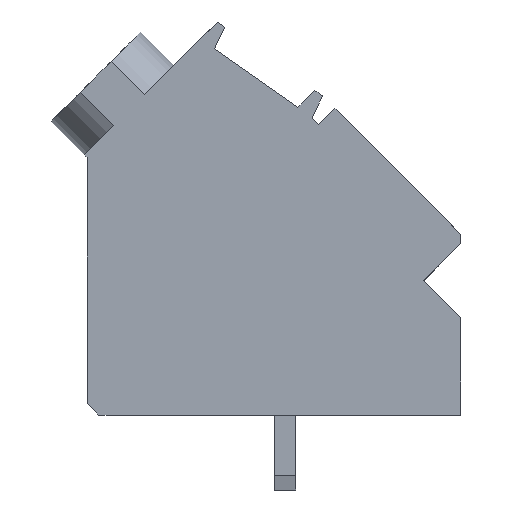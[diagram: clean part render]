
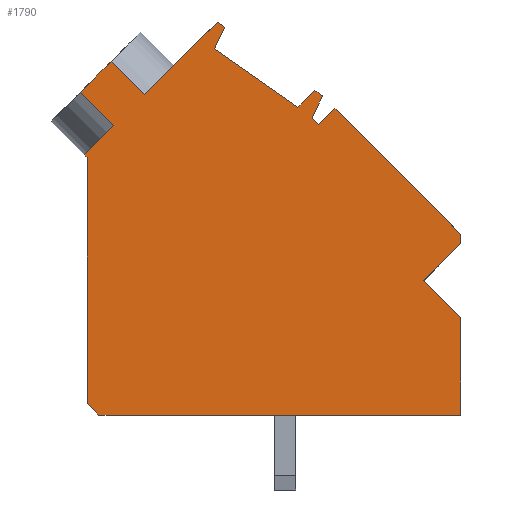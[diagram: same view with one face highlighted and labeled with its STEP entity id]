
A CAD part, left-side view. The second image highlights one B-rep face of the part: STEP entity #1790.
In plain terms, the highlighted planar face has unit normal (-1, 0, 0).
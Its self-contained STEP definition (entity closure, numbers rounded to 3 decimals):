
#1750=AXIS2_PLACEMENT_3D('Plane Axis2P3D',#1747,#1748,#1749) ;
#108=CARTESIAN_POINT('Line Origine',(0.,16.023,14.263)) ;
#112=CARTESIAN_POINT('Vertex',(0.,16.086,14.326)) ;
#114=CARTESIAN_POINT('Vertex',(0.,15.96,14.2)) ;
#199=CARTESIAN_POINT('Vertex',(0.,16.238,17.002)) ;
#202=CARTESIAN_POINT('Line Origine',(0.,15.591,17.649)) ;
#206=CARTESIAN_POINT('Vertex',(0.,14.943,18.297)) ;
#385=CARTESIAN_POINT('Vertex',(0.,15.96,3.7)) ;
#390=CARTESIAN_POINT('Line Origine',(0.,15.96,8.95)) ;
#663=CARTESIAN_POINT('Line Origine',(0.,15.71,3.45)) ;
#667=CARTESIAN_POINT('Vertex',(0.,15.46,3.2)) ;
#762=CARTESIAN_POINT('Vertex',(0.,13.529,16.882)) ;
#765=CARTESIAN_POINT('Line Origine',(0.,11.97,18.441)) ;
#769=CARTESIAN_POINT('Vertex',(0.,10.412,20.)) ;
#811=CARTESIAN_POINT('Line Origine',(0.,7.73,3.2)) ;
#815=CARTESIAN_POINT('Vertex',(0.,0.,3.2)) ;
#861=CARTESIAN_POINT('Line Origine',(0.,10.252,19.888)) ;
#865=CARTESIAN_POINT('Vertex',(0.,10.093,19.777)) ;
#886=CARTESIAN_POINT('Line Origine',(0.,0.,5.28)) ;
#890=CARTESIAN_POINT('Vertex',(0.,0.,7.36)) ;
#925=CARTESIAN_POINT('Line Origine',(0.,10.307,19.317)) ;
#929=CARTESIAN_POINT('Vertex',(0.,10.522,18.857)) ;
#950=CARTESIAN_POINT('Line Origine',(0.,0.792,8.152)) ;
#954=CARTESIAN_POINT('Vertex',(0.,1.584,8.944)) ;
#989=CARTESIAN_POINT('Line Origine',(0.,8.741,17.609)) ;
#993=CARTESIAN_POINT('Vertex',(0.,6.96,16.362)) ;
#1014=CARTESIAN_POINT('Line Origine',(0.,0.792,9.736)) ;
#1018=CARTESIAN_POINT('Vertex',(0.,0.,10.528)) ;
#1053=CARTESIAN_POINT('Line Origine',(0.,6.601,16.721)) ;
#1057=CARTESIAN_POINT('Vertex',(0.,6.242,17.08)) ;
#1078=CARTESIAN_POINT('Line Origine',(0.,0.,10.733)) ;
#1082=CARTESIAN_POINT('Vertex',(0.,0.,10.938)) ;
#1117=CARTESIAN_POINT('Line Origine',(0.,6.074,16.963)) ;
#1121=CARTESIAN_POINT('Vertex',(0.,5.906,16.845)) ;
#1146=CARTESIAN_POINT('Vertex',(0.,5.374,16.312)) ;
#1151=CARTESIAN_POINT('Line Origine',(0.,2.687,13.625)) ;
#1249=CARTESIAN_POINT('Line Origine',(0.,6.131,16.363)) ;
#1253=CARTESIAN_POINT('Vertex',(0.,6.356,15.88)) ;
#1274=CARTESIAN_POINT('Line Origine',(0.,5.728,15.958)) ;
#1278=CARTESIAN_POINT('Vertex',(0.,6.081,15.605)) ;
#1406=CARTESIAN_POINT('Line Origine',(0.,6.219,15.742)) ;
#1747=CARTESIAN_POINT('Axis2P3D Location',(0.,15.96,3.2)) ;
#1753=CARTESIAN_POINT('Control Point',(0.,16.238,17.002)) ;
#1754=CARTESIAN_POINT('Control Point',(0.,14.824,15.588)) ;
#1755=CARTESIAN_POINT('Vertex',(0.,14.824,15.588)) ;
#1759=CARTESIAN_POINT('Control Point',(0.,16.086,14.326)) ;
#1760=CARTESIAN_POINT('Control Point',(0.,14.824,15.588)) ;
#1763=CARTESIAN_POINT('Control Point',(0.,14.943,18.297)) ;
#1764=CARTESIAN_POINT('Control Point',(0.,13.529,16.882)) ;
#109=DIRECTION('Vector Direction',(0.,-0.707,-0.707)) ;
#203=DIRECTION('Vector Direction',(0.,0.707,-0.707)) ;
#391=DIRECTION('Vector Direction',(0.,0.,1.)) ;
#664=DIRECTION('Vector Direction',(0.,-0.707,-0.707)) ;
#766=DIRECTION('Vector Direction',(0.,0.707,-0.707)) ;
#812=DIRECTION('Vector Direction',(0.,-1.,0.)) ;
#862=DIRECTION('Vector Direction',(0.,0.819,0.574)) ;
#887=DIRECTION('Vector Direction',(0.,0.,1.)) ;
#926=DIRECTION('Vector Direction',(0.,-0.423,0.906)) ;
#951=DIRECTION('Vector Direction',(0.,0.707,0.707)) ;
#990=DIRECTION('Vector Direction',(0.,0.819,0.574)) ;
#1015=DIRECTION('Vector Direction',(0.,-0.707,0.707)) ;
#1054=DIRECTION('Vector Direction',(0.,0.707,-0.707)) ;
#1079=DIRECTION('Vector Direction',(0.,0.,1.)) ;
#1118=DIRECTION('Vector Direction',(0.,0.819,0.574)) ;
#1152=DIRECTION('Vector Direction',(0.,0.707,0.707)) ;
#1250=DIRECTION('Vector Direction',(0.,-0.423,0.906)) ;
#1275=DIRECTION('Vector Direction',(0.,0.707,-0.707)) ;
#1407=DIRECTION('Vector Direction',(0.,0.707,0.707)) ;
#1748=DIRECTION('Axis2P3D Direction',(1.,-0.,0.)) ;
#1749=DIRECTION('Axis2P3D XDirection',(0.,1.,0.)) ;
#110=VECTOR('Line Direction',#109,1.) ;
#204=VECTOR('Line Direction',#203,1.) ;
#392=VECTOR('Line Direction',#391,1.) ;
#665=VECTOR('Line Direction',#664,1.) ;
#767=VECTOR('Line Direction',#766,1.) ;
#813=VECTOR('Line Direction',#812,1.) ;
#863=VECTOR('Line Direction',#862,1.) ;
#888=VECTOR('Line Direction',#887,1.) ;
#927=VECTOR('Line Direction',#926,1.) ;
#952=VECTOR('Line Direction',#951,1.) ;
#991=VECTOR('Line Direction',#990,1.) ;
#1016=VECTOR('Line Direction',#1015,1.) ;
#1055=VECTOR('Line Direction',#1054,1.) ;
#1080=VECTOR('Line Direction',#1079,1.) ;
#1119=VECTOR('Line Direction',#1118,1.) ;
#1153=VECTOR('Line Direction',#1152,1.) ;
#1251=VECTOR('Line Direction',#1250,1.) ;
#1276=VECTOR('Line Direction',#1275,1.) ;
#1408=VECTOR('Line Direction',#1407,1.) ;
#1767=ORIENTED_EDGE('',*,*,#1757,.T.) ;
#1768=ORIENTED_EDGE('',*,*,#1761,.F.) ;
#1769=ORIENTED_EDGE('',*,*,#116,.T.) ;
#1770=ORIENTED_EDGE('',*,*,#394,.F.) ;
#1771=ORIENTED_EDGE('',*,*,#669,.T.) ;
#1772=ORIENTED_EDGE('',*,*,#817,.T.) ;
#1773=ORIENTED_EDGE('',*,*,#892,.T.) ;
#1774=ORIENTED_EDGE('',*,*,#956,.T.) ;
#1775=ORIENTED_EDGE('',*,*,#1020,.T.) ;
#1776=ORIENTED_EDGE('',*,*,#1084,.T.) ;
#1777=ORIENTED_EDGE('',*,*,#1155,.T.) ;
#1778=ORIENTED_EDGE('',*,*,#1280,.T.) ;
#1779=ORIENTED_EDGE('',*,*,#1410,.T.) ;
#1780=ORIENTED_EDGE('',*,*,#1255,.T.) ;
#1781=ORIENTED_EDGE('',*,*,#1123,.T.) ;
#1782=ORIENTED_EDGE('',*,*,#1059,.T.) ;
#1783=ORIENTED_EDGE('',*,*,#995,.T.) ;
#1784=ORIENTED_EDGE('',*,*,#931,.T.) ;
#1785=ORIENTED_EDGE('',*,*,#867,.T.) ;
#1786=ORIENTED_EDGE('',*,*,#771,.T.) ;
#1787=ORIENTED_EDGE('',*,*,#1765,.F.) ;
#1788=ORIENTED_EDGE('',*,*,#208,.T.) ;
#1790=ADVANCED_FACE('Housing',(#1789),#1751,.F.) ;
#1752=B_SPLINE_CURVE_WITH_KNOTS('',1,(#1753,#1754),.UNSPECIFIED.,.F.,.U.,(2,2),(-1.,1.),.UNSPECIFIED.) ;
#1758=B_SPLINE_CURVE_WITH_KNOTS('',1,(#1759,#1760),.UNSPECIFIED.,.F.,.U.,(2,2),(-0.892,0.892),.UNSPECIFIED.) ;
#1762=B_SPLINE_CURVE_WITH_KNOTS('',1,(#1763,#1764),.UNSPECIFIED.,.F.,.U.,(2,2),(-1.,1.),.UNSPECIFIED.) ;
#116=EDGE_CURVE('',#113,#115,#111,.T.) ;
#208=EDGE_CURVE('',#207,#200,#205,.T.) ;
#394=EDGE_CURVE('',#386,#115,#393,.T.) ;
#669=EDGE_CURVE('',#386,#668,#666,.T.) ;
#771=EDGE_CURVE('',#770,#763,#768,.T.) ;
#817=EDGE_CURVE('',#668,#816,#814,.T.) ;
#867=EDGE_CURVE('',#866,#770,#864,.T.) ;
#892=EDGE_CURVE('',#816,#891,#889,.T.) ;
#931=EDGE_CURVE('',#930,#866,#928,.T.) ;
#956=EDGE_CURVE('',#891,#955,#953,.T.) ;
#995=EDGE_CURVE('',#994,#930,#992,.T.) ;
#1020=EDGE_CURVE('',#955,#1019,#1017,.T.) ;
#1059=EDGE_CURVE('',#1058,#994,#1056,.T.) ;
#1084=EDGE_CURVE('',#1019,#1083,#1081,.T.) ;
#1123=EDGE_CURVE('',#1122,#1058,#1120,.T.) ;
#1155=EDGE_CURVE('',#1083,#1147,#1154,.T.) ;
#1255=EDGE_CURVE('',#1254,#1122,#1252,.T.) ;
#1280=EDGE_CURVE('',#1147,#1279,#1277,.T.) ;
#1410=EDGE_CURVE('',#1279,#1254,#1409,.T.) ;
#1757=EDGE_CURVE('',#200,#1756,#1752,.T.) ;
#1761=EDGE_CURVE('',#113,#1756,#1758,.T.) ;
#1765=EDGE_CURVE('',#207,#763,#1762,.T.) ;
#1766=EDGE_LOOP('',(#1767,#1768,#1769,#1770,#1771,#1772,#1773,#1774,#1775,#1776,#1777,#1778,#1779,#1780,#1781,#1782,#1783,#1784,#1785,#1786,#1787,#1788)) ;
#1789=FACE_OUTER_BOUND('',#1766,.T.) ;
#111=LINE('Line',#108,#110) ;
#205=LINE('Line',#202,#204) ;
#393=LINE('Line',#390,#392) ;
#666=LINE('Line',#663,#665) ;
#768=LINE('Line',#765,#767) ;
#814=LINE('Line',#811,#813) ;
#864=LINE('Line',#861,#863) ;
#889=LINE('Line',#886,#888) ;
#928=LINE('Line',#925,#927) ;
#953=LINE('Line',#950,#952) ;
#992=LINE('Line',#989,#991) ;
#1017=LINE('Line',#1014,#1016) ;
#1056=LINE('Line',#1053,#1055) ;
#1081=LINE('Line',#1078,#1080) ;
#1120=LINE('Line',#1117,#1119) ;
#1154=LINE('Line',#1151,#1153) ;
#1252=LINE('Line',#1249,#1251) ;
#1277=LINE('Line',#1274,#1276) ;
#1409=LINE('Line',#1406,#1408) ;
#1751=PLANE('',#1750) ;
#113=VERTEX_POINT('',#112) ;
#115=VERTEX_POINT('',#114) ;
#200=VERTEX_POINT('',#199) ;
#207=VERTEX_POINT('',#206) ;
#386=VERTEX_POINT('',#385) ;
#668=VERTEX_POINT('',#667) ;
#763=VERTEX_POINT('',#762) ;
#770=VERTEX_POINT('',#769) ;
#816=VERTEX_POINT('',#815) ;
#866=VERTEX_POINT('',#865) ;
#891=VERTEX_POINT('',#890) ;
#930=VERTEX_POINT('',#929) ;
#955=VERTEX_POINT('',#954) ;
#994=VERTEX_POINT('',#993) ;
#1019=VERTEX_POINT('',#1018) ;
#1058=VERTEX_POINT('',#1057) ;
#1083=VERTEX_POINT('',#1082) ;
#1122=VERTEX_POINT('',#1121) ;
#1147=VERTEX_POINT('',#1146) ;
#1254=VERTEX_POINT('',#1253) ;
#1279=VERTEX_POINT('',#1278) ;
#1756=VERTEX_POINT('',#1755) ;
